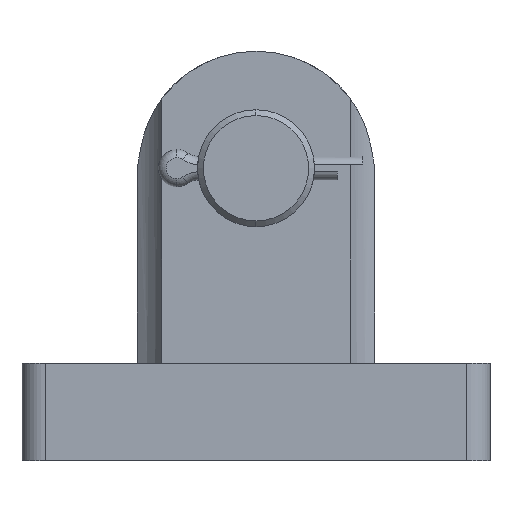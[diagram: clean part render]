
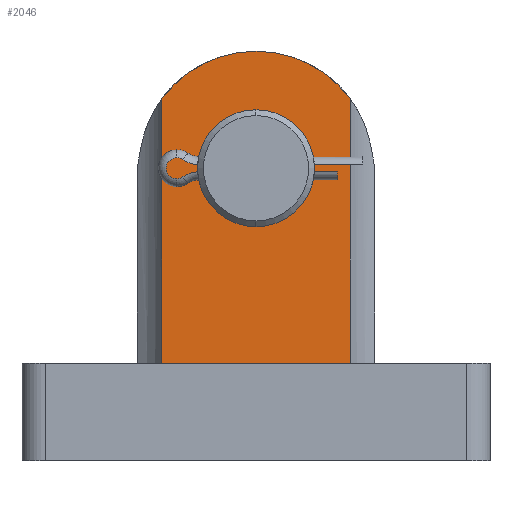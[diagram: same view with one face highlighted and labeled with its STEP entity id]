
A CAD part, left-side view. The second image highlights one B-rep face of the part: STEP entity #2046.
In plain terms, the highlighted planar face has unit normal (-1, 0, 0).
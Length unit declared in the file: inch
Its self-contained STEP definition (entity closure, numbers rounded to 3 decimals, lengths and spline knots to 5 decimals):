
#6 = VERTEX_POINT ( 'NONE', #2894 ) ;
#151 = DIRECTION ( 'NONE',  ( -1., 0., 0. ) ) ;
#169 = DIRECTION ( 'NONE',  ( 1., 0., 0. ) ) ;
#211 = EDGE_CURVE ( 'NONE', #941, #6, #867, .T. ) ;
#237 = AXIS2_PLACEMENT_3D ( 'NONE', #1481, #151, #592 ) ;
#255 = DIRECTION ( 'NONE',  ( 1., 0., 0. ) ) ;
#307 = EDGE_LOOP ( 'NONE', ( #2582, #1999 ) ) ;
#380 = EDGE_CURVE ( 'NONE', #1893, #2176, #1756, .T. ) ;
#395 = EDGE_CURVE ( 'NONE', #1640, #941, #1008, .T. ) ;
#415 = LINE ( 'NONE', #1682, #2404 ) ;
#438 = DIRECTION ( 'NONE',  ( 0., 1., 0. ) ) ;
#457 = FACE_OUTER_BOUND ( 'NONE', #742, .T. ) ;
#496 = CIRCLE ( 'NONE', #803, 0.75 ) ;
#514 = ORIENTED_EDGE ( 'NONE', *, *, #1086, .F. ) ;
#564 = CARTESIAN_POINT ( 'NONE',  ( -1.25, 0.60268, 1.0089 ) ) ;
#592 = DIRECTION ( 'NONE',  ( 0., 0., -1. ) ) ;
#637 = DIRECTION ( 'NONE',  ( 0., 0., -1. ) ) ;
#655 = ORIENTED_EDGE ( 'NONE', *, *, #211, .F. ) ;
#686 = EDGE_CURVE ( 'NONE', #2176, #1893, #795, .T. ) ;
#715 = CARTESIAN_POINT ( 'NONE',  ( -1.25, 0., 0.1875 ) ) ;
#742 = EDGE_LOOP ( 'NONE', ( #514, #1980, #655, #2094, #1370 ) ) ;
#795 = CIRCLE ( 'NONE', #930, 0.375 ) ;
#803 = AXIS2_PLACEMENT_3D ( 'NONE', #2480, #255, #912 ) ;
#867 = LINE ( 'NONE', #1544, #2574 ) ;
#897 = DIRECTION ( 'NONE',  ( 1., 0., 0. ) ) ;
#912 = DIRECTION ( 'NONE',  ( 0., 0., -1. ) ) ;
#930 = AXIS2_PLACEMENT_3D ( 'NONE', #2861, #169, #637 ) ;
#941 = VERTEX_POINT ( 'NONE', #1110 ) ;
#1008 = LINE ( 'NONE', #1225, #1588 ) ;
#1086 = EDGE_CURVE ( 'NONE', #2877, #2632, #2079, .T. ) ;
#1110 = CARTESIAN_POINT ( 'NONE',  ( -1.25, -0.60268, -0.6875 ) ) ;
#1225 = CARTESIAN_POINT ( 'NONE',  ( -1.25, -0.60268, 1.3125 ) ) ;
#1272 = AXIS2_PLACEMENT_3D ( 'NONE', #2711, #897, #2484 ) ;
#1322 = EDGE_CURVE ( 'NONE', #6, #2877, #415, .T. ) ;
#1355 = DIRECTION ( 'NONE',  ( 0., 0., -1. ) ) ;
#1370 = ORIENTED_EDGE ( 'NONE', *, *, #2613, .F. ) ;
#1382 = CARTESIAN_POINT ( 'NONE',  ( -1.25, -0.60268, 1.0089 ) ) ;
#1451 = CARTESIAN_POINT ( 'NONE',  ( -1.25, 0., 0.9375 ) ) ;
#1479 = DIRECTION ( 'NONE',  ( 0., 0., 1. ) ) ;
#1481 = CARTESIAN_POINT ( 'NONE',  ( -1.25, 0., 0.5625 ) ) ;
#1544 = CARTESIAN_POINT ( 'NONE',  ( -1.25, 0.98618, -0.6875 ) ) ;
#1588 = VECTOR ( 'NONE', #2300, 39.37008 ) ;
#1640 = VERTEX_POINT ( 'NONE', #1382 ) ;
#1682 = CARTESIAN_POINT ( 'NONE',  ( -1.25, 0.60268, 1.3125 ) ) ;
#1756 = CIRCLE ( 'NONE', #2374, 0.375 ) ;
#1893 = VERTEX_POINT ( 'NONE', #1451 ) ;
#1980 = ORIENTED_EDGE ( 'NONE', *, *, #1322, .F. ) ;
#1990 = FACE_BOUND ( 'NONE', #307, .T. ) ;
#1999 = ORIENTED_EDGE ( 'NONE', *, *, #686, .T. ) ;
#2046 = ADVANCED_FACE ( 'NONE', ( #1990, #457 ), #2591, .T. ) ;
#2079 = CIRCLE ( 'NONE', #1272, 0.75 ) ;
#2094 = ORIENTED_EDGE ( 'NONE', *, *, #395, .F. ) ;
#2176 = VERTEX_POINT ( 'NONE', #715 ) ;
#2220 = CARTESIAN_POINT ( 'NONE',  ( -1.25, 0., 1.3125 ) ) ;
#2300 = DIRECTION ( 'NONE',  ( 0., 0., -1. ) ) ;
#2374 = AXIS2_PLACEMENT_3D ( 'NONE', #2682, #2908, #1355 ) ;
#2404 = VECTOR ( 'NONE', #1479, 39.37008 ) ;
#2480 = CARTESIAN_POINT ( 'NONE',  ( -1.25, 0., 0.5625 ) ) ;
#2484 = DIRECTION ( 'NONE',  ( 0., 0., -1. ) ) ;
#2574 = VECTOR ( 'NONE', #438, 39.37008 ) ;
#2582 = ORIENTED_EDGE ( 'NONE', *, *, #380, .T. ) ;
#2591 = PLANE ( 'NONE',  #237 ) ;
#2613 = EDGE_CURVE ( 'NONE', #2632, #1640, #496, .T. ) ;
#2632 = VERTEX_POINT ( 'NONE', #2220 ) ;
#2682 = CARTESIAN_POINT ( 'NONE',  ( -1.25, 0., 0.5625 ) ) ;
#2711 = CARTESIAN_POINT ( 'NONE',  ( -1.25, 0., 0.5625 ) ) ;
#2861 = CARTESIAN_POINT ( 'NONE',  ( -1.25, 0., 0.5625 ) ) ;
#2877 = VERTEX_POINT ( 'NONE', #564 ) ;
#2894 = CARTESIAN_POINT ( 'NONE',  ( -1.25, 0.60268, -0.6875 ) ) ;
#2908 = DIRECTION ( 'NONE',  ( 1., 0., 0. ) ) ;
